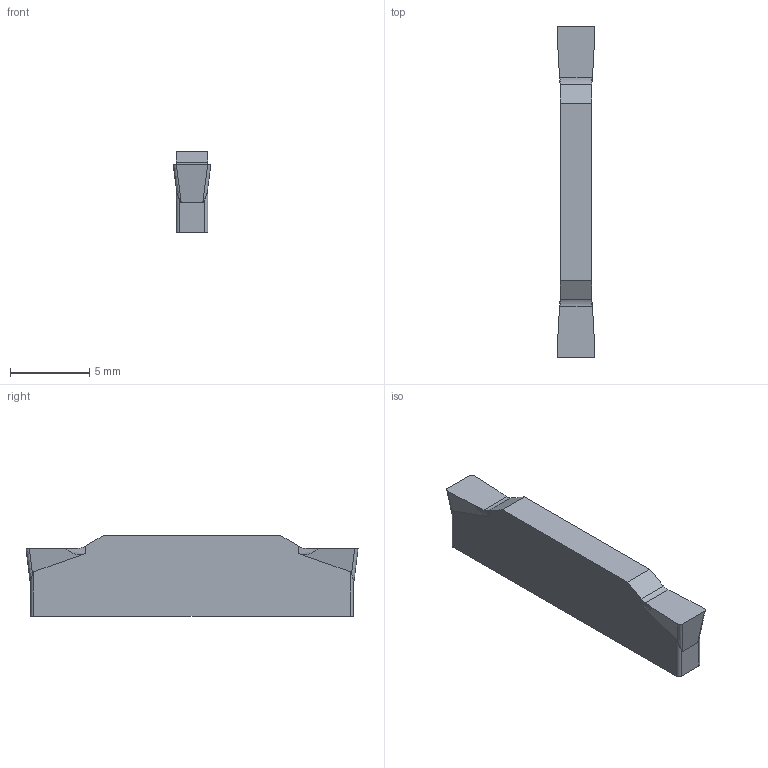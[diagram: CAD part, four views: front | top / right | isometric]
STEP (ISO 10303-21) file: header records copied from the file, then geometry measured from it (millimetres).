
FILE_DESCRIPTION((''),'2;1');
FILE_NAME('GY2M0239E020N','2021-02-26T10:58:55',('tlyac05'),('PTC Japan'),'CREO PARAMETRIC BY PTC INC, 2018500','CREO PARAMETRIC BY PTC INC, 2018500','');
FILE_SCHEMA(('AUTOMOTIVE_DESIGN { 1 0 10303 214 1 1 1 1 }'));
Length unit declared in the file: millimetre
Products named in the file (1): GY2M0239E020N
Bounding box: 2.39 x 21 x 5.1 mm (x, y, z)
Volume: 197.9 mm3; surface area: 298.7 mm2
Topology: 1 solids, 1 shells, 42 faces, 144 edges, 104 vertices
Faces by surface type: plane 16, cylinder 14, bspline 8, extrusion 4
Entity records: 3104 total; most frequent: CARTESIAN_POINT 1002, ORIENTED_EDGE 232, PRESENTATION_STYLE_ASSIGNMENT 193, DIRECTION 166, STYLED_ITEM 151, CURVE_STYLE 150, EDGE_CURVE 116, FILL_AREA_STYLE_COLOUR 85
